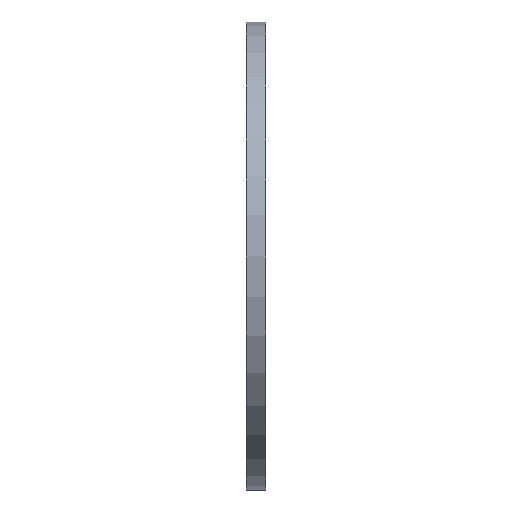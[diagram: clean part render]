
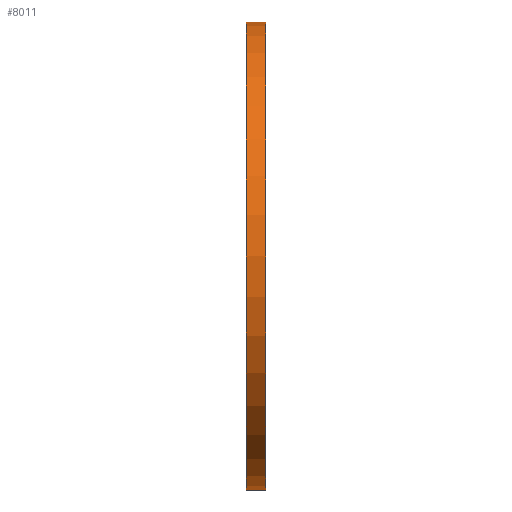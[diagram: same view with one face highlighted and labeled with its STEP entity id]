
A CAD part, front view. The second image highlights one B-rep face of the part: STEP entity #8011.
In plain terms, the highlighted cylindrical face has radius 38.075 mm (diameter 76.149 mm), a partial arc.
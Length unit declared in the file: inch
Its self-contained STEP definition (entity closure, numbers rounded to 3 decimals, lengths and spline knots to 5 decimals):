
#19=CARTESIAN_POINT('',(-0.0625,0.,0.));
#20=DIRECTION('',(1.,0.,0.));
#21=DIRECTION('',(0.,0.,1.));
#22=AXIS2_PLACEMENT_3D('',#19,#20,#21);
#1944=DIRECTION('',(1.,0.,0.));
#1945=VECTOR('',#1944,0.125);
#1946=CARTESIAN_POINT('',(-0.0625,0.,-1.499));
#1947=LINE('',#1946,#1945);
#1948=DIRECTION('',(1.,0.,0.));
#1949=VECTOR('',#1948,0.125);
#1950=CARTESIAN_POINT('',(-0.0625,0.,1.499));
#1951=LINE('',#1950,#1949);
#1957=CARTESIAN_POINT('',(0.0625,0.,0.));
#1958=DIRECTION('',(1.,0.,0.));
#1959=DIRECTION('',(0.,0.,1.));
#1960=AXIS2_PLACEMENT_3D('',#1957,#1958,#1959);
#5922=CARTESIAN_POINT('',(-0.0625,0.,-1.499));
#5923=CARTESIAN_POINT('',(-0.0625,0.,1.499));
#5924=VERTEX_POINT('',#5922);
#5925=VERTEX_POINT('',#5923);
#5926=CARTESIAN_POINT('',(0.0625,0.,-1.499));
#5927=CARTESIAN_POINT('',(0.0625,0.,1.499));
#5928=VERTEX_POINT('',#5926);
#5929=VERTEX_POINT('',#5927);
#7999=CARTESIAN_POINT('',(-0.0625,0.,0.));
#8000=DIRECTION('',(1.,0.,0.));
#8001=DIRECTION('',(0.,0.,-1.));
#8002=AXIS2_PLACEMENT_3D('',#7999,#8000,#8001);
#8003=CYLINDRICAL_SURFACE('',#8002,1.499);
#8004=ORIENTED_EDGE('',*,*,#7257,.F.);
#8005=ORIENTED_EDGE('',*,*,#7994,.T.);
#8007=ORIENTED_EDGE('',*,*,#8006,.T.);
#8008=ORIENTED_EDGE('',*,*,#7990,.F.);
#8009=EDGE_LOOP('',(#8004,#8005,#8007,#8008));
#8010=FACE_OUTER_BOUND('',#8009,.F.);
#23=CIRCLE('',#22,1.499);
#1961=CIRCLE('',#1960,1.499);
#7257=EDGE_CURVE('',#5925,#5924,#23,.T.);
#7990=EDGE_CURVE('',#5924,#5928,#1947,.T.);
#7994=EDGE_CURVE('',#5925,#5929,#1951,.T.);
#8006=EDGE_CURVE('',#5929,#5928,#1961,.T.);
#8011=ADVANCED_FACE('',(#8010),#8003,.T.);
